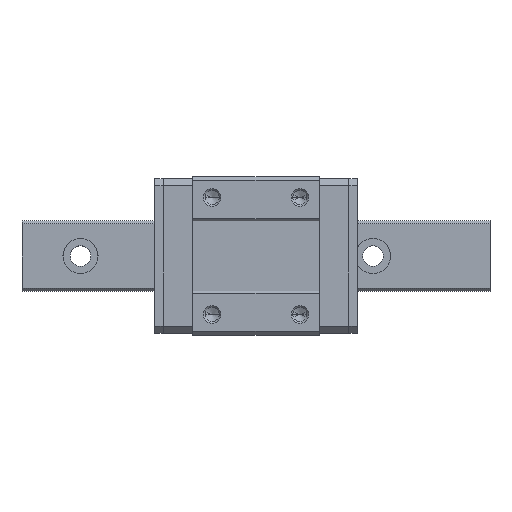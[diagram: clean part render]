
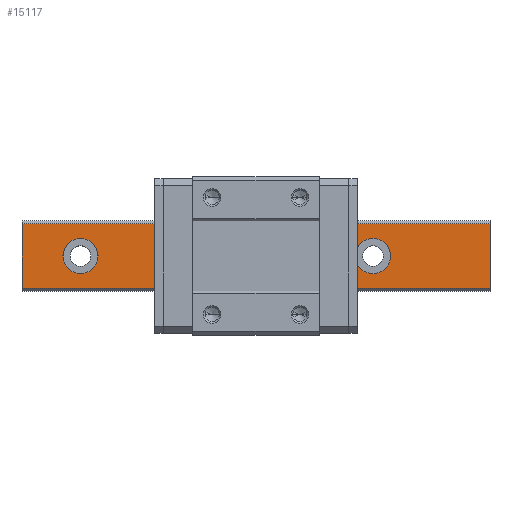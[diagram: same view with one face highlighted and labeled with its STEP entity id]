
A CAD part, top view. The second image highlights one B-rep face of the part: STEP entity #15117.
In plain terms, the highlighted planar face has unit normal (0, 0, 1).
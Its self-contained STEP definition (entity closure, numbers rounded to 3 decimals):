
#14822=CARTESIAN_POINT('POINT683',(70.,-5.5,
   8.));
#14823=VERTEX_POINT('VERTEX683',#14822);
#14830=CARTESIAN_POINT('POINT684',(-10.,-5.5,
   8.));
#14831=VERTEX_POINT('VERTEX684',#14830);
#14832=CARTESIAN_POINT('POS1261',(-10.,-5.5,
   8.));
#14833=DIRECTION('DIR1870',(1.,0.,0.));
#14834=VECTOR('VEC652',#14833,1.);
#14835=LINE('STRAIGHT652',#14832,#14834);
#14836=EDGE_CURVE('EDGE1035',#14831,#14823,#14835,.T.);
#14869=CARTESIAN_POINT('POINT685',(-10.,5.5,
   8.));
#14870=VERTEX_POINT('VERTEX685',#14869);
#14871=CARTESIAN_POINT('POS1264',(-10.,-5.5,
   8.));
#14872=DIRECTION('DIR1874',(0.,1.,0.));
#14873=VECTOR('VEC654',#14872,1.);
#14874=LINE('STRAIGHT654',#14871,#14873);
#14875=EDGE_CURVE('EDGE1037',#14831,#14870,#14874,.T.);
#14907=CARTESIAN_POINT('POINT686',(70.,5.5,
   8.));
#14908=VERTEX_POINT('VERTEX686',#14907);
#14917=CARTESIAN_POINT('POS1268',(-10.,5.5,
   8.));
#14918=DIRECTION('DIR1879',(1.,0.,0.));
#14919=VECTOR('VEC657',#14918,1.);
#14920=LINE('STRAIGHT657',#14917,#14919);
#14921=EDGE_CURVE('EDGE1040',#14870,#14908,#14920,.T.);
#14950=CARTESIAN_POINT('POS1270',(70.,-5.5,
   8.));
#14951=DIRECTION('DIR1882',(0.,1.,0.));
#14952=VECTOR('VEC658',#14951,1.);
#14953=LINE('STRAIGHT658',#14950,#14952);
#14954=EDGE_CURVE('EDGE1041',#14823,#14908,#14953,.T.);
#14978=CARTESIAN_POINT('POINT687',(28.,0.,
   8.));
#14979=VERTEX_POINT('VERTEX687',#14978);
#14987=CARTESIAN_POINT('POINT688',(22.,0.,
   8.));
#14988=VERTEX_POINT('VERTEX688',#14987);
#14995=CARTESIAN_POINT('POS1274',(25.,0.,
   8.));
#14996=DIRECTION('DIR1887',(0.,0.,-1.));
#14997=DIRECTION('DIR1888',(1.,0.,0.));
#14998=AXIS2_PLACEMENT_3D('AXIS614',#14995,#14996,#14997);
#14999=CIRCLE('ELLIPSE285',#14998,3.);
#15000=EDGE_CURVE('EDGE1044',#14979,#14988,#14999,.T.);
#15011=EDGE_CURVE('EDGE1045',#14988,#14979,#14999,.T.);
#15018=CARTESIAN_POINT('POINT689',(53.,0.,
   8.));
#15019=VERTEX_POINT('VERTEX689',#15018);
#15027=CARTESIAN_POINT('POINT690',(47.,0.,
   8.));
#15028=VERTEX_POINT('VERTEX690',#15027);
#15035=CARTESIAN_POINT('POS1278',(50.,0.,
   8.));
#15036=DIRECTION('DIR1893',(0.,0.,-1.));
#15037=DIRECTION('DIR1894',(1.,0.,0.));
#15038=AXIS2_PLACEMENT_3D('AXIS616',#15035,#15036,#15037);
#15039=CIRCLE('ELLIPSE286',#15038,3.);
#15040=EDGE_CURVE('EDGE1048',#15019,#15028,#15039,.T.);
#15051=EDGE_CURVE('EDGE1049',#15028,#15019,#15039,.T.);
#15083=ORIENTED_EDGE('COEDGE2093',*,*,#15051,.T.);
#15084=ORIENTED_EDGE('COEDGE2094',*,*,#15040,.T.);
#15085=EDGE_LOOP('NONE',(#15083,#15084));
#15086=FACE_BOUND('LOOP1',#15085,.T.);
#15087=ORIENTED_EDGE('COEDGE2095',*,*,#15011,.T.);
#15088=ORIENTED_EDGE('COEDGE2096',*,*,#15000,.T.);
#15089=EDGE_LOOP('NONE',(#15087,#15088));
#15090=FACE_BOUND('LOOP1',#15089,.T.);
#15091=CARTESIAN_POINT('POINT693',(-3.,0.,
   8.));
#15092=VERTEX_POINT('VERTEX693',#15091);
#15093=CARTESIAN_POINT('POINT694',(3.,0.,
   8.));
#15094=VERTEX_POINT('VERTEX694',#15093);
#15095=CARTESIAN_POINT('POS1282',(0.,0.,
   8.));
#15096=DIRECTION('DIR1901',(0.,0.,-1.));
#15097=DIRECTION('DIR1902',(1.,0.,0.));
#15098=AXIS2_PLACEMENT_3D('AXIS620',#15095,#15096,#15097);
#15099=CIRCLE('ELLIPSE288',#15098,3.);
#15100=EDGE_CURVE('EDGE1052',#15092,#15094,#15099,.T.);
#15101=ORIENTED_EDGE('COEDGE2097',*,*,#15100,.T.);
#15102=EDGE_CURVE('EDGE1053',#15094,#15092,#15099,.T.);
#15103=ORIENTED_EDGE('COEDGE2098',*,*,#15102,.T.);
#15104=EDGE_LOOP('NONE',(#15101,#15103));
#15105=FACE_BOUND('LOOP1',#15104,.T.);
#15106=ORIENTED_EDGE('COEDGE2099',*,*,#14954,.T.);
#15107=ORIENTED_EDGE('COEDGE2100',*,*,#14921,.F.);
#15108=ORIENTED_EDGE('COEDGE2101',*,*,#14875,.F.);
#15109=ORIENTED_EDGE('COEDGE2102',*,*,#14836,.T.);
#15110=EDGE_LOOP('NONE',(#15106,#15107,#15108,#15109));
#15111=FACE_BOUND('LOOP1',#15110,.T.);
#15112=CARTESIAN_POINT('POS1283',(-10.,-5.5,
   8.));
#15113=DIRECTION('DIR1903',(0.,0.,1.));
#15114=DIRECTION('DIR1904',(1.,0.,0.));
#15115=AXIS2_PLACEMENT_3D('AXIS621',#15112,#15113,#15114);
#15116=PLANE('PLANE198',#15115);
#15117=ADVANCED_FACE('FACE387',(#15086,#15090,#15105,#15111),#15116,.T.)
   ;
